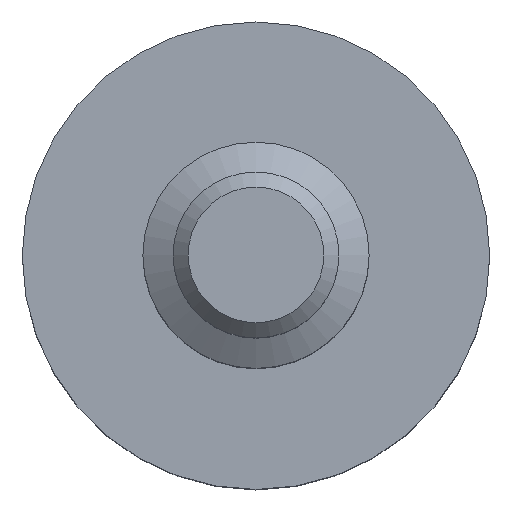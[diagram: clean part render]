
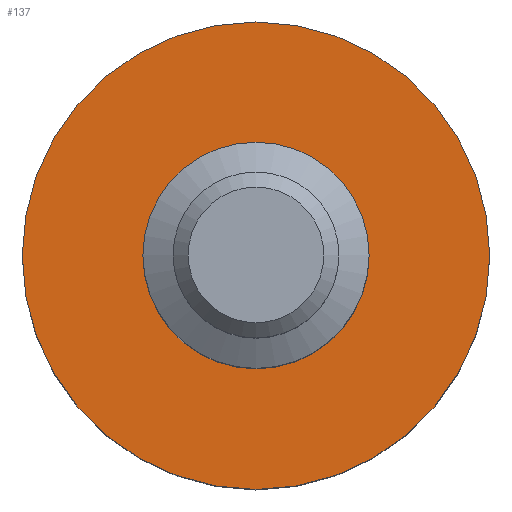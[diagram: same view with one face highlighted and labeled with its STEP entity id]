
A CAD part, top view. The second image highlights one B-rep face of the part: STEP entity #137.
In plain terms, the highlighted planar face has unit normal (0, 0, 1).
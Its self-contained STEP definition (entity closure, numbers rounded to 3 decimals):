
#14=PLANE($,#163);
#33=FACE_BOUND($,#65,.T.);
#34=FACE_BOUND($,#66,.T.);
#65=EDGE_LOOP($,(#120));
#66=EDGE_LOOP($,(#121));
#71=CIRCLE($,#146,7.5);
#79=CIRCLE($,#162,15.5);
#82=VERTEX_POINT($,#220);
#90=VERTEX_POINT($,#244);
#93=EDGE_CURVE($,#82,#82,#71,.T.);
#101=EDGE_CURVE($,#90,#90,#79,.T.);
#120=ORIENTED_EDGE($,*,*,#93,.T.);
#121=ORIENTED_EDGE($,*,*,#101,.F.);
#137=ADVANCED_FACE($,(#33,#34),#14,.F.);
#146=AXIS2_PLACEMENT_3D($,#221,#175,#176);
#162=AXIS2_PLACEMENT_3D($,#245,#207,#208);
#163=AXIS2_PLACEMENT_3D($,#246,#209,#210);
#175=DIRECTION('center_axis',(0.,0.,-1.));
#176=DIRECTION('ref_axis',(-1.,0.,0.));
#207=DIRECTION('center_axis',(0.,0.,-1.));
#208=DIRECTION('ref_axis',(-1.,0.,0.));
#209=DIRECTION('center_axis',(0.,0.,-1.));
#210=DIRECTION('ref_axis',(-1.,0.,0.));
#220=CARTESIAN_POINT('',(7.5,0.,0.));
#221=CARTESIAN_POINT('Origin',(0.,0.,0.));
#244=CARTESIAN_POINT('',(15.5,0.,0.));
#245=CARTESIAN_POINT('Origin',(0.,0.,0.));
#246=CARTESIAN_POINT('Origin',(0.,0.,0.));
